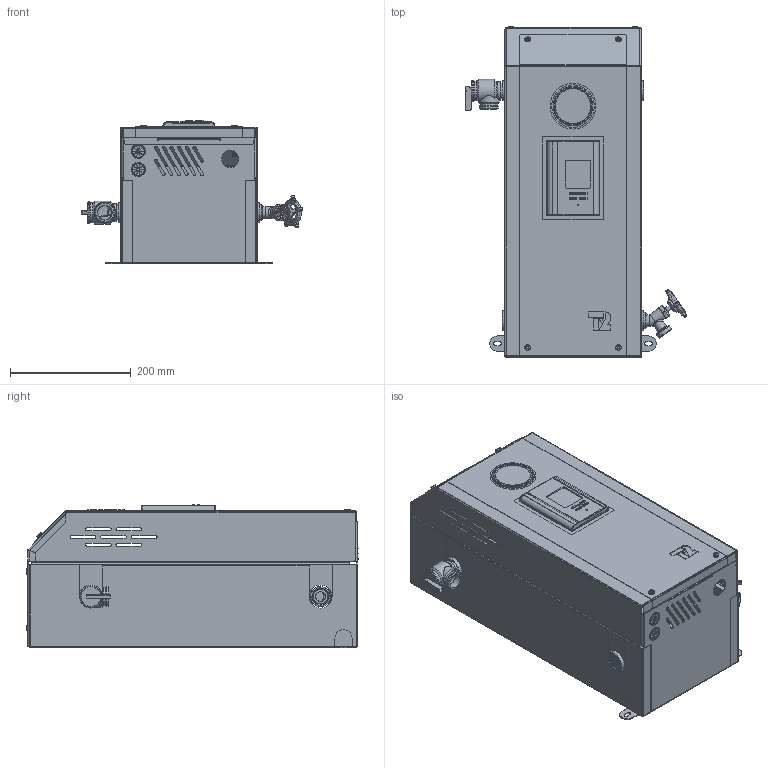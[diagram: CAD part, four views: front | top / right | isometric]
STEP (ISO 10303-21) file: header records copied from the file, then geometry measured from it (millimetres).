
FILE_DESCRIPTION (( 'STEP AP214' ), '1' );
FILE_NAME ('mini ULTRA.STEP', '2019-09-26T18:01:17', ( '' ), ( '' ), 'SwSTEP 2.0', 'SolidWorks 2019', '' );
FILE_SCHEMA (( 'AUTOMOTIVE_DESIGN' ));
Length unit declared in the file: inch
Products named in the file (1): mini ULTRA
Bounding box: 367.28 x 550.8 x 238.12 mm (x, y, z)
Volume: 1076721.3 mm3; surface area: 1818595.9 mm2
Topology: 32 solids, 32 shells, 1863 faces, 4561 edges, 2777 vertices
Faces by surface type: plane 846, cylinder 452, bspline 247, cone 224, torus 54, sphere 40
Full cylindrical faces by diameter (mm): 2.381 x1, 3.566 x40, 3.572 x8, 4.826 x4, 5.08 x2, 5.556 x8, 7.144 x4, 7.541 x8, 7.62 x1, 7.747 x1, 7.938 x1, 9.474 x4, 9.525 x4, 11.887 x1, 16.129 x1, 16.669 x1, 19.05 x1, 20.041 x3, 20.955 x2, 22.225 x4, 23.012 x1, 26.988 x1, 28.575 x1, 30.162 x1, 30.353 x1, 32.131 x1, 32.69 x1, 32.893 x1, 33.35 x4, 35.306 x1
Entity records: 95910 total; most frequent: CARTESIAN_POINT 31127, ORIENTED_EDGE 8290, DIRECTION 7846, EDGE_CURVE 4145, AXIS2_PLACEMENT_3D 2931, VERTEX_POINT 2689, EDGE_LOOP 2382, FACE_OUTER_BOUND 2008
